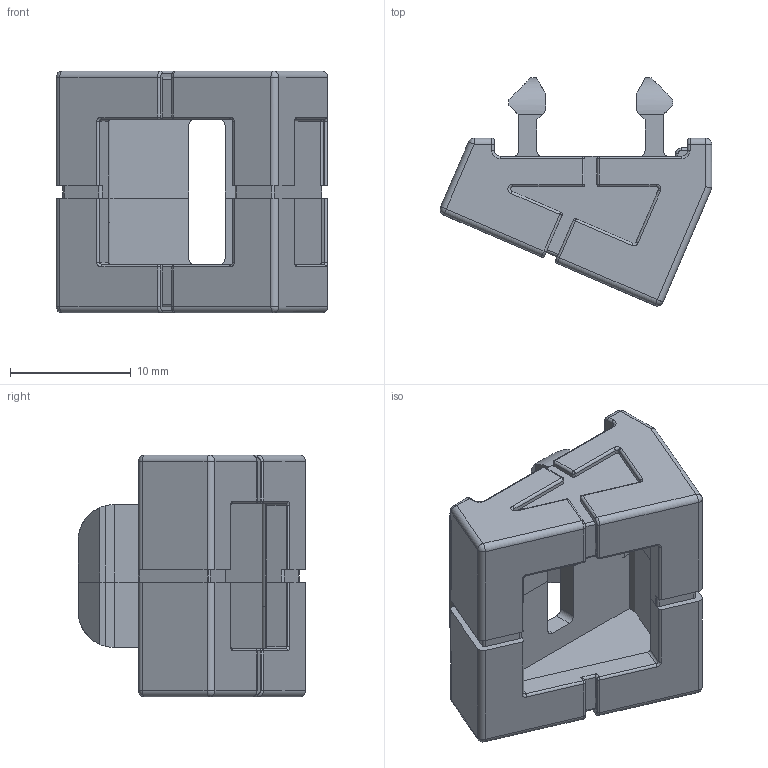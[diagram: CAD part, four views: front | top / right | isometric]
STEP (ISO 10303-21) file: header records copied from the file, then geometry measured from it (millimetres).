
FILE_DESCRIPTION (( 'STEP AP203' ), '1' );
FILE_NAME ('20-00218b.STEP', '2014-04-13T23:52:28', ( 'Nicholas Morozovsky' ), ( '' ), 'SwSTEP 2.0', 'SolidWorks 2012', '' );
FILE_SCHEMA (( 'CONFIG_CONTROL_DESIGN' ));
Length unit declared in the file: millimetre
Products named in the file (1): 20-00218b
Bounding box: 22.47 x 18.85 x 20 mm (x, y, z)
Volume: 2278.3 mm3; surface area: 2929.9 mm2
Topology: 2 solids, 2 shells, 426 faces, 1113 edges, 661 vertices
Faces by surface type: cylinder 177, plane 176, torus 33, sphere 28, bspline 12
Entity records: 12761 total; most frequent: CARTESIAN_POINT 2301, DIRECTION 2276, ORIENTED_EDGE 2152, EDGE_CURVE 1076, AXIS2_PLACEMENT_3D 805, VECTOR 666, LINE 666, VERTEX_POINT 654
